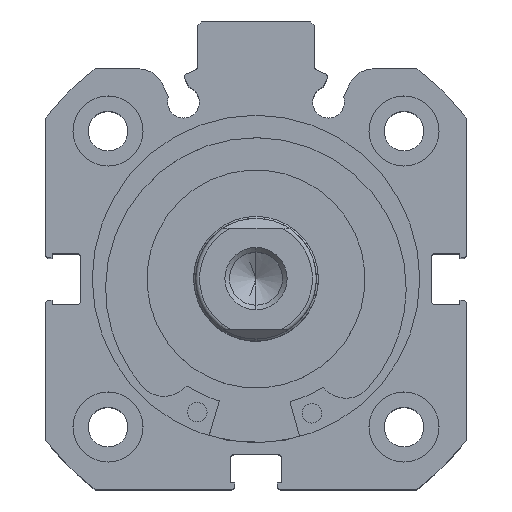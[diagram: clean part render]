
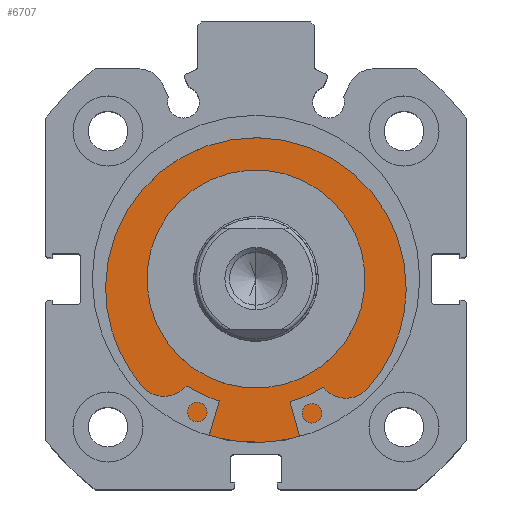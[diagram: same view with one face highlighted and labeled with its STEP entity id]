
A CAD part, top view. The second image highlights one B-rep face of the part: STEP entity #6707.
In plain terms, the highlighted face is planar.
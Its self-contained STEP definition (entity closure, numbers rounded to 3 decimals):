
#549 = EDGE_CURVE ( 'NONE', #7256, #7257, #1524, .T. ) ;
#550 = EDGE_CURVE ( 'NONE', #7229, #7228, #1525, .T. ) ;
#565 = EDGE_CURVE ( 'NONE', #7228, #7229, #1549, .T. ) ;
#656 = EDGE_CURVE ( 'NONE', #7257, #7256, #1657, .T. ) ;
#926 = AXIS2_PLACEMENT_3D ( 'NONE', #3630, #3629, #3628 ) ;
#927 = AXIS2_PLACEMENT_3D ( 'NONE', #3634, #3632, #3631 ) ;
#935 = AXIS2_PLACEMENT_3D ( 'NONE', #3587, #3586, #3585 ) ;
#972 = AXIS2_PLACEMENT_3D ( 'NONE', #4989, #4996, #4997 ) ;
#1015 = AXIS2_PLACEMENT_3D ( 'NONE', #5139, #5141, #5142 ) ;
#1524 = CIRCLE ( 'NONE', #927, 21. ) ;
#1525 = CIRCLE ( 'NONE', #926, 14. ) ;
#1549 = CIRCLE ( 'NONE', #935, 14. ) ;
#1657 = CIRCLE ( 'NONE', #972, 21. ) ;
#1747 = FACE_BOUND ( 'NONE', #2687, .T. ) ;
#1750 = FACE_OUTER_BOUND ( 'NONE', #2851, .T. ) ;
#2348 = ORIENTED_EDGE ( 'NONE', *, *, #549, .T. ) ;
#2349 = ORIENTED_EDGE ( 'NONE', *, *, #656, .T. ) ;
#2350 = ORIENTED_EDGE ( 'NONE', *, *, #550, .F. ) ;
#2351 = ORIENTED_EDGE ( 'NONE', *, *, #565, .F. ) ;
#2687 = EDGE_LOOP ( 'NONE', ( #2351, #2350 ) ) ;
#2851 = EDGE_LOOP ( 'NONE', ( #2349, #2348 ) ) ;
#3585 = DIRECTION ( 'NONE',  ( 0., 0., 1. ) ) ;
#3586 = DIRECTION ( 'NONE',  ( -1., 0., 0. ) ) ;
#3587 = CARTESIAN_POINT ( 'NONE',  ( 3.5, 0., 0. ) ) ;
#3628 = DIRECTION ( 'NONE',  ( 0., 0., 1. ) ) ;
#3629 = DIRECTION ( 'NONE',  ( -1., 0., 0. ) ) ;
#3630 = CARTESIAN_POINT ( 'NONE',  ( 3.5, 0., 0. ) ) ;
#3631 = DIRECTION ( 'NONE',  ( 0., 0., 1. ) ) ;
#3632 = DIRECTION ( 'NONE',  ( -1., 0., 0. ) ) ;
#3634 = CARTESIAN_POINT ( 'NONE',  ( 3.5, 0., 0. ) ) ;
#4989 = CARTESIAN_POINT ( 'NONE',  ( 3.5, 0., 0. ) ) ;
#4996 = DIRECTION ( 'NONE',  ( -1., 0., 0. ) ) ;
#4997 = DIRECTION ( 'NONE',  ( 0., 0., 1. ) ) ;
#5139 = CARTESIAN_POINT ( 'NONE',  ( 3.5, 21., 0. ) ) ;
#5140 = PLANE ( 'NONE',  #1015 ) ;
#5141 = DIRECTION ( 'NONE',  ( 1., 0., 0. ) ) ;
#5142 = DIRECTION ( 'NONE',  ( 0., 0., -1. ) ) ;
#5747 = CARTESIAN_POINT ( 'NONE',  ( 3.5, 0., 14. ) ) ;
#5748 = CARTESIAN_POINT ( 'NONE',  ( 3.5, 0., -14. ) ) ;
#5794 = CARTESIAN_POINT ( 'NONE',  ( 3.5, 0., -21. ) ) ;
#5795 = CARTESIAN_POINT ( 'NONE',  ( 3.5, 0., 21. ) ) ;
#6707 = ADVANCED_FACE ( 'NONE', ( #1747, #1750 ), #5140, .F. ) ;
#7228 = VERTEX_POINT ( 'NONE', #5747 ) ;
#7229 = VERTEX_POINT ( 'NONE', #5748 ) ;
#7256 = VERTEX_POINT ( 'NONE', #5794 ) ;
#7257 = VERTEX_POINT ( 'NONE', #5795 ) ;
